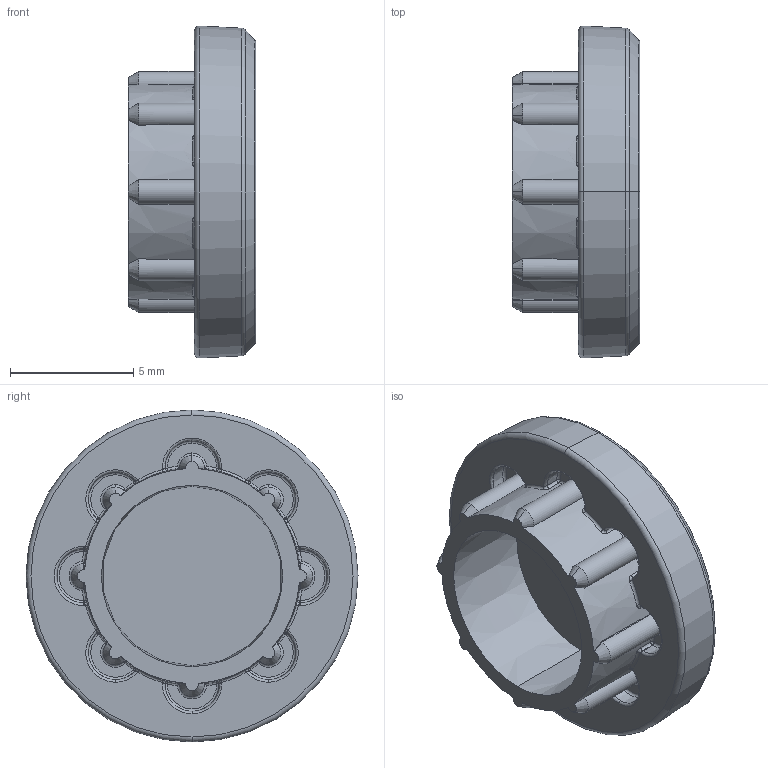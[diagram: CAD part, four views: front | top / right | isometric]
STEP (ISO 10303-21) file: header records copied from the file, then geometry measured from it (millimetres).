
FILE_DESCRIPTION (( 'STEP AP214' ), '1' );
FILE_NAME ('8.STEP', '2022-12-12T11:34:16', ( '' ), ( '' ), 'SwSTEP 2.0', 'SolidWorks 2020', '' );
FILE_SCHEMA (( 'AUTOMOTIVE_DESIGN' ));
Length unit declared in the file: millimetre
Products named in the file (1): 8
Bounding box: 5.2 x 13.49 x 13.49 mm (x, y, z)
Volume: 356 mm3; surface area: 572.9 mm2
Topology: 1 solids, 1 shells, 202 faces, 479 edges, 281 vertices
Faces by surface type: torus 75, cone 44, bspline 32, sphere 24, cylinder 15, plane 12
Entity records: 6421 total; most frequent: CARTESIAN_POINT 1847, DIRECTION 1025, ORIENTED_EDGE 958, AXIS2_PLACEMENT_3D 491, EDGE_CURVE 479, CIRCLE 320, VERTEX_POINT 281, EDGE_LOOP 204
